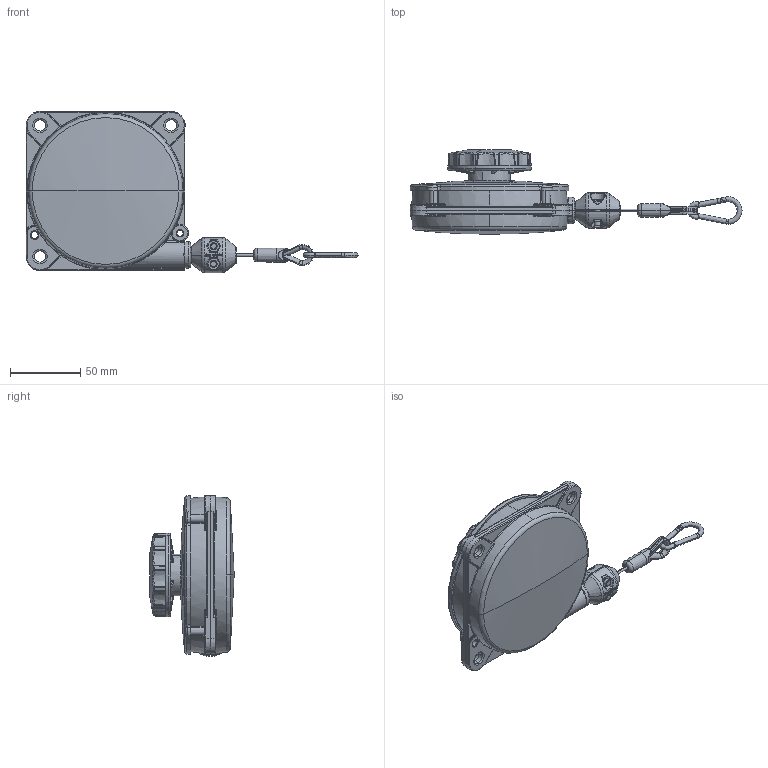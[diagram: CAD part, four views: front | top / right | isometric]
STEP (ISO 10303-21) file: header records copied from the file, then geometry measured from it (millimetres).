
FILE_DESCRIPTION (( 'STEP AP203' ), '1' );
FILE_NAME ('630 ingombo.STEP', '2012-06-19T09:56:35', ( 'Paride' ), ( '' ), 'SwSTEP 2.0', 'SolidWorks 2012', '' );
FILE_SCHEMA (( 'CONFIG_CONTROL_DESIGN' ));
Length unit declared in the file: millimetre
Products named in the file (1): 630 ingombo
Bounding box: 236.42 x 60.05 x 114.8 mm (x, y, z)
Volume: 187489.5 mm3; surface area: 194934.4 mm2
Topology: 27 solids, 27 shells, 3270 faces, 7869 edges, 4632 vertices
Faces by surface type: bspline 838, torus 651, plane 593, cylinder 554, cone 390, sphere 244
Entity records: 128717 total; most frequent: CARTESIAN_POINT 59467, ORIENTED_EDGE 15568, DIRECTION 13566, EDGE_CURVE 7784, AXIS2_PLACEMENT_3D 5967, VERTEX_POINT 4618, CIRCLE 3534, EDGE_LOOP 3382
